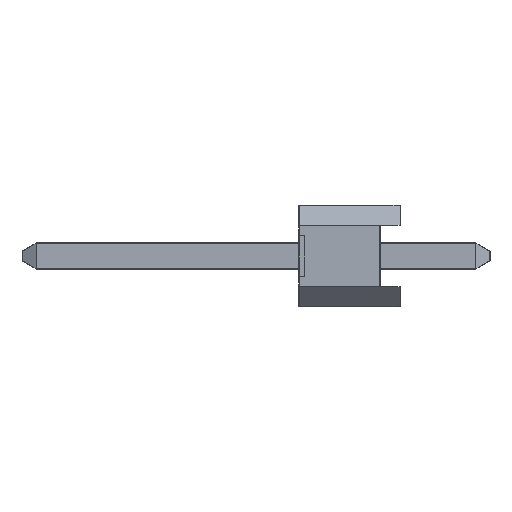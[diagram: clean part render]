
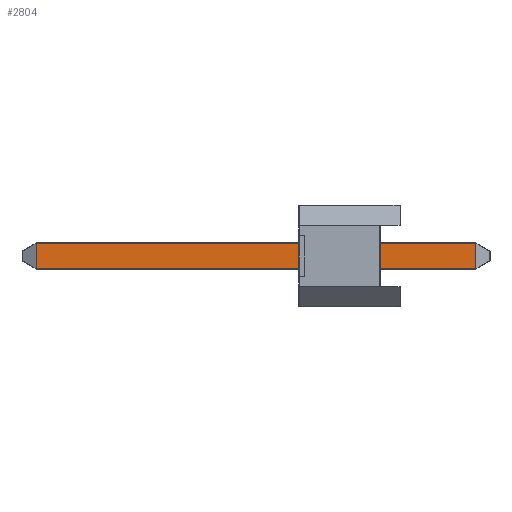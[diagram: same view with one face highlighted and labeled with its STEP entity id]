
A CAD part, left-side view. The second image highlights one B-rep face of the part: STEP entity #2804.
In plain terms, the highlighted planar face has unit normal (-1, 0, 0).
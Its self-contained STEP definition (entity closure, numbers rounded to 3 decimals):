
#158 = CARTESIAN_POINT ( 'NONE',  ( -0.32, 11.5, -0.32 ) ) ;
#226 = ORIENTED_EDGE ( 'NONE', *, *, #3443, .T. ) ;
#283 = ORIENTED_EDGE ( 'NONE', *, *, #2019, .T. ) ;
#414 = EDGE_CURVE ( 'NONE', #3104, #444, #3336, .T. ) ;
#444 = VERTEX_POINT ( 'NONE', #1832 ) ;
#523 = VECTOR ( 'NONE', #1864, 1000. ) ;
#620 = LINE ( 'NONE', #3388, #523 ) ;
#622 = CARTESIAN_POINT ( 'NONE',  ( -0.32, 11.5, -0.31 ) ) ;
#696 = VECTOR ( 'NONE', #3325, 1000. ) ;
#701 = CARTESIAN_POINT ( 'NONE',  ( -0.32, 11.154, 0.31 ) ) ;
#783 = DIRECTION ( 'NONE',  ( 0., 0., 1. ) ) ;
#800 = CARTESIAN_POINT ( 'NONE',  ( -0.32, 0.346, -0.32 ) ) ;
#975 = EDGE_CURVE ( 'NONE', #1456, #2730, #2999, .T. ) ;
#982 = DIRECTION ( 'NONE',  ( 0., -1., 0. ) ) ;
#1100 = FACE_OUTER_BOUND ( 'NONE', #2495, .T. ) ;
#1427 = DIRECTION ( 'NONE',  ( 1., 0., 0. ) ) ;
#1456 = VERTEX_POINT ( 'NONE', #3712 ) ;
#1694 = ORIENTED_EDGE ( 'NONE', *, *, #414, .T. ) ;
#1731 = DIRECTION ( 'NONE',  ( 0., 0., -1. ) ) ;
#1832 = CARTESIAN_POINT ( 'NONE',  ( -0.32, 0.346, -0.31 ) ) ;
#1864 = DIRECTION ( 'NONE',  ( 0., 0., -1. ) ) ;
#1877 = CARTESIAN_POINT ( 'NONE',  ( -0.32, 11.154, -0.31 ) ) ;
#1948 = AXIS2_PLACEMENT_3D ( 'NONE', #158, #1427, #1731 ) ;
#2019 = EDGE_CURVE ( 'NONE', #444, #1456, #3162, .T. ) ;
#2066 = VECTOR ( 'NONE', #783, 1000. ) ;
#2454 = VECTOR ( 'NONE', #982, 1000. ) ;
#2495 = EDGE_LOOP ( 'NONE', ( #226, #1694, #283, #3354 ) ) ;
#2663 = CARTESIAN_POINT ( 'NONE',  ( -0.32, 11.5, 0.31 ) ) ;
#2730 = VERTEX_POINT ( 'NONE', #701 ) ;
#2804 = ADVANCED_FACE ( 'NONE', ( #1100 ), #3234, .F. ) ;
#2999 = LINE ( 'NONE', #2663, #696 ) ;
#3104 = VERTEX_POINT ( 'NONE', #1877 ) ;
#3162 = LINE ( 'NONE', #800, #2066 ) ;
#3234 = PLANE ( 'NONE',  #1948 ) ;
#3325 = DIRECTION ( 'NONE',  ( 0., 1., 0. ) ) ;
#3336 = LINE ( 'NONE', #622, #2454 ) ;
#3354 = ORIENTED_EDGE ( 'NONE', *, *, #975, .T. ) ;
#3388 = CARTESIAN_POINT ( 'NONE',  ( -0.32, 11.154, -0.32 ) ) ;
#3443 = EDGE_CURVE ( 'NONE', #2730, #3104, #620, .T. ) ;
#3712 = CARTESIAN_POINT ( 'NONE',  ( -0.32, 0.346, 0.31 ) ) ;
